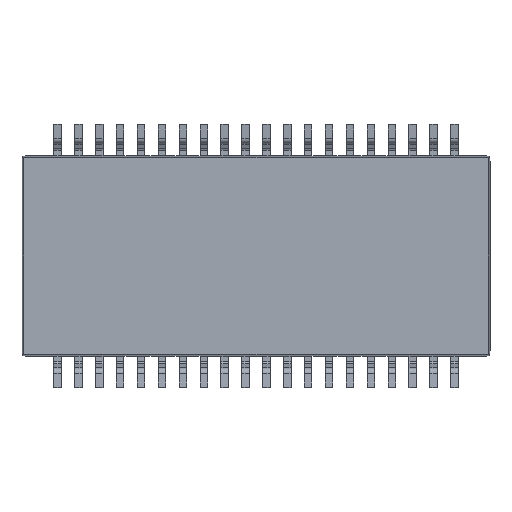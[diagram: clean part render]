
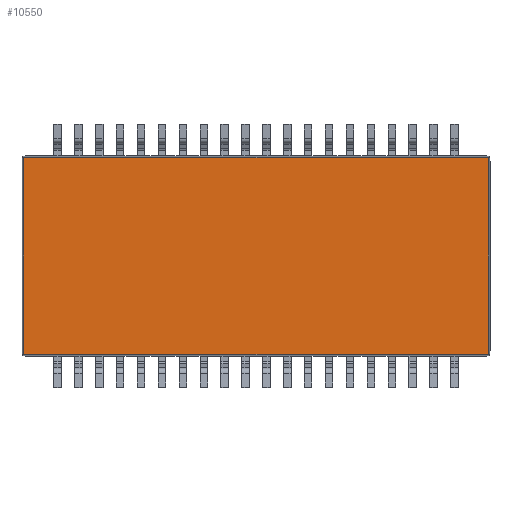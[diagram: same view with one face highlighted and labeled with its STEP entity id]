
A CAD part, front view. The second image highlights one B-rep face of the part: STEP entity #10550.
In plain terms, the highlighted planar face has unit normal (0, -1, 0).
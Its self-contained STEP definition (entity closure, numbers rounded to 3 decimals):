
#219 = CARTESIAN_POINT ( 'NONE',  ( 14.224, -2.286, -5.976 ) ) ;
#559 = CARTESIAN_POINT ( 'NONE',  ( -14.104, -2.286, -5.976 ) ) ;
#632 = LINE ( 'NONE', #219, #7357 ) ;
#1142 = VERTEX_POINT ( 'NONE', #5616 ) ;
#1581 = DIRECTION ( 'NONE',  ( 1., 0., 0. ) ) ;
#1656 = LINE ( 'NONE', #3641, #15556 ) ;
#2094 = DIRECTION ( 'NONE',  ( 0., 0., -1. ) ) ;
#2987 = LINE ( 'NONE', #11505, #16900 ) ;
#3230 = AXIS2_PLACEMENT_3D ( 'NONE', #16858, #10129, #2094 ) ;
#3641 = CARTESIAN_POINT ( 'NONE',  ( -14.104, -2.286, -6.096 ) ) ;
#4034 = ORIENTED_EDGE ( 'NONE', *, *, #16425, .T. ) ;
#4578 = EDGE_CURVE ( 'NONE', #1142, #12834, #2987, .T. ) ;
#5550 = ORIENTED_EDGE ( 'NONE', *, *, #4578, .T. ) ;
#5616 = CARTESIAN_POINT ( 'NONE',  ( 14.104, -2.286, 5.976 ) ) ;
#6028 = CARTESIAN_POINT ( 'NONE',  ( 14.104, -2.286, -5.976 ) ) ;
#7357 = VECTOR ( 'NONE', #1581, 1000. ) ;
#10075 = LINE ( 'NONE', #13013, #16836 ) ;
#10129 = DIRECTION ( 'NONE',  ( 0., -1., 0. ) ) ;
#10314 = EDGE_CURVE ( 'NONE', #16236, #10508, #632, .T. ) ;
#10508 = VERTEX_POINT ( 'NONE', #6028 ) ;
#10550 = ADVANCED_FACE ( 'NONE', ( #13887 ), #16808, .T. ) ;
#11037 = EDGE_LOOP ( 'NONE', ( #4034, #14606, #11288, #5550 ) ) ;
#11288 = ORIENTED_EDGE ( 'NONE', *, *, #15538, .T. ) ;
#11505 = CARTESIAN_POINT ( 'NONE',  ( 14.224, -2.286, 5.976 ) ) ;
#12834 = VERTEX_POINT ( 'NONE', #14804 ) ;
#13013 = CARTESIAN_POINT ( 'NONE',  ( 14.104, -2.286, -6.096 ) ) ;
#13887 = FACE_OUTER_BOUND ( 'NONE', #11037, .T. ) ;
#14279 = DIRECTION ( 'NONE',  ( -1., 0., 0. ) ) ;
#14391 = DIRECTION ( 'NONE',  ( 0., 0., 1. ) ) ;
#14606 = ORIENTED_EDGE ( 'NONE', *, *, #10314, .T. ) ;
#14804 = CARTESIAN_POINT ( 'NONE',  ( -14.104, -2.286, 5.976 ) ) ;
#15538 = EDGE_CURVE ( 'NONE', #10508, #1142, #10075, .T. ) ;
#15556 = VECTOR ( 'NONE', #15788, 1000. ) ;
#15788 = DIRECTION ( 'NONE',  ( 0., 0., -1. ) ) ;
#16236 = VERTEX_POINT ( 'NONE', #559 ) ;
#16425 = EDGE_CURVE ( 'NONE', #12834, #16236, #1656, .T. ) ;
#16808 = PLANE ( 'NONE',  #3230 ) ;
#16836 = VECTOR ( 'NONE', #14391, 1000. ) ;
#16858 = CARTESIAN_POINT ( 'NONE',  ( -14.224, -2.286, 6.096 ) ) ;
#16900 = VECTOR ( 'NONE', #14279, 1000. ) ;
